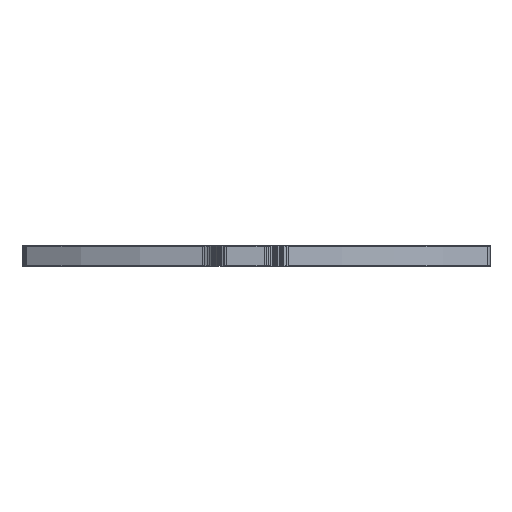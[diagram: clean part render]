
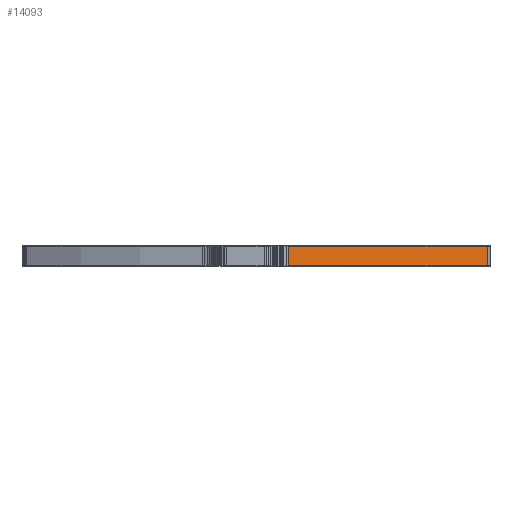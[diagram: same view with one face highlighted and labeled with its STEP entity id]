
A CAD part, left-side view. The second image highlights one B-rep face of the part: STEP entity #14093.
In plain terms, the highlighted cylindrical face has radius 29.125 mm (diameter 58.25 mm), a partial arc.
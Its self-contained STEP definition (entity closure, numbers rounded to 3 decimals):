
#14066 = VERTEX_POINT('',#14067);
#14067 = CARTESIAN_POINT('',(14.04,0.385,1.516));
#14074 = EDGE_CURVE('',#14075,#14066,#14077,.T.);
#14075 = VERTEX_POINT('',#14076);
#14076 = CARTESIAN_POINT('',(14.04,0.385,0.));
#14077 = LINE('',#14078,#14079);
#14078 = CARTESIAN_POINT('',(14.04,0.385,0.));
#14079 = VECTOR('',#14080,1.);
#14080 = DIRECTION('',(0.,0.,1.));
#14093 = ADVANCED_FACE('',(#14094),#14121,.T.);
#14094 = FACE_BOUND('',#14095,.T.);
#14095 = EDGE_LOOP('',(#14096,#14097,#14106,#14114));
#14096 = ORIENTED_EDGE('',*,*,#14074,.T.);
#14097 = ORIENTED_EDGE('',*,*,#14098,.T.);
#14098 = EDGE_CURVE('',#14066,#14099,#14101,.T.);
#14099 = VERTEX_POINT('',#14100);
#14100 = CARTESIAN_POINT('',(7.217,15.996,1.516));
#14101 = CIRCLE('',#14102,29.125);
#14102 = AXIS2_PLACEMENT_3D('',#14103,#14104,#14105);
#14103 = CARTESIAN_POINT('',(36.149,19.344,1.516));
#14104 = DIRECTION('',(0.,0.,-1.));
#14105 = DIRECTION('',(-0.759,-0.651,-0.));
#14106 = ORIENTED_EDGE('',*,*,#14107,.F.);
#14107 = EDGE_CURVE('',#14108,#14099,#14110,.T.);
#14108 = VERTEX_POINT('',#14109);
#14109 = CARTESIAN_POINT('',(7.217,15.996,0.));
#14110 = LINE('',#14111,#14112);
#14111 = CARTESIAN_POINT('',(7.217,15.996,0.));
#14112 = VECTOR('',#14113,1.);
#14113 = DIRECTION('',(0.,0.,1.));
#14114 = ORIENTED_EDGE('',*,*,#14115,.F.);
#14115 = EDGE_CURVE('',#14075,#14108,#14116,.T.);
#14116 = CIRCLE('',#14117,29.125);
#14117 = AXIS2_PLACEMENT_3D('',#14118,#14119,#14120);
#14118 = CARTESIAN_POINT('',(36.149,19.344,0.));
#14119 = DIRECTION('',(0.,0.,-1.));
#14120 = DIRECTION('',(-0.759,-0.651,-0.));
#14121 = CYLINDRICAL_SURFACE('',#14122,29.125);
#14122 = AXIS2_PLACEMENT_3D('',#14123,#14124,#14125);
#14123 = CARTESIAN_POINT('',(36.149,19.344,0.));
#14124 = DIRECTION('',(0.,0.,-1.));
#14125 = DIRECTION('',(-0.759,-0.651,-0.));
